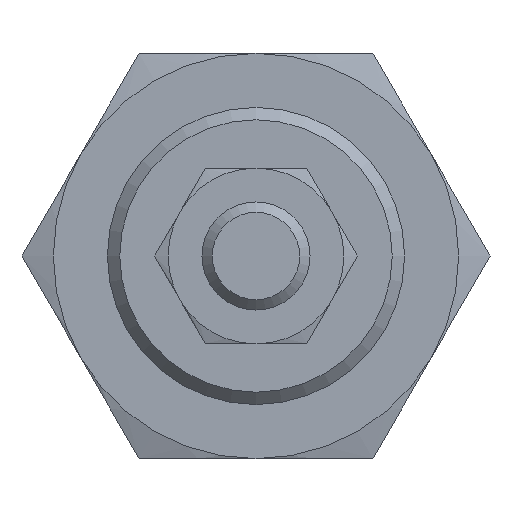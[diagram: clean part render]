
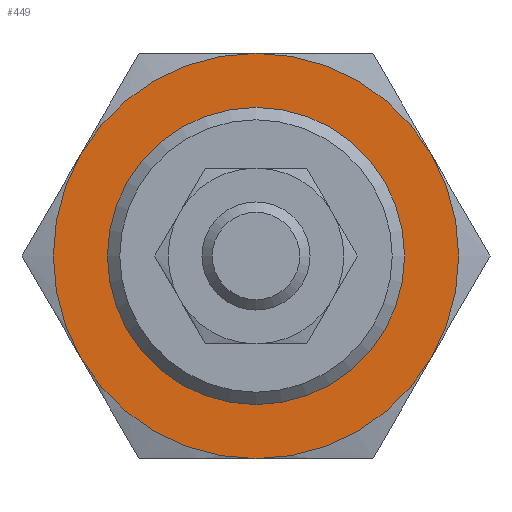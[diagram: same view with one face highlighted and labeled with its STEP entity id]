
A CAD part, left-side view. The second image highlights one B-rep face of the part: STEP entity #449.
In plain terms, the highlighted planar face has unit normal (-1, 0, 0).
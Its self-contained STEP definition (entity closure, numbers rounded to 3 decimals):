
#449 = ADVANCED_FACE( '', ( #863, #864 ), #865, .F. );
#863 = FACE_OUTER_BOUND( '', #1261, .T. );
#864 = FACE_BOUND( '', #1262, .T. );
#865 = PLANE( '', #1263 );
#1261 = EDGE_LOOP( '', ( #2093, #2094, #2095, #2096, #2097, #2098 ) );
#1262 = EDGE_LOOP( '', ( #2099 ) );
#1263 = AXIS2_PLACEMENT_3D( '', #2100, #2101, #2102 );
#2093 = ORIENTED_EDGE( '', *, *, #2352, .F. );
#2094 = ORIENTED_EDGE( '', *, *, #2490, .F. );
#2095 = ORIENTED_EDGE( '', *, *, #2459, .F. );
#2096 = ORIENTED_EDGE( '', *, *, #2543, .F. );
#2097 = ORIENTED_EDGE( '', *, *, #2569, .F. );
#2098 = ORIENTED_EDGE( '', *, *, #2571, .F. );
#2099 = ORIENTED_EDGE( '', *, *, #2317, .T. );
#2100 = CARTESIAN_POINT( '', ( 0., 0., 0. ) );
#2101 = DIRECTION( '', ( 1., 0., 0. ) );
#2102 = DIRECTION( '', ( 0., 0., -1. ) );
#2317 = EDGE_CURVE( '', #2714, #2714, #2715, .T. );
#2352 = EDGE_CURVE( '', #2774, #2776, #2777, .T. );
#2459 = EDGE_CURVE( '', #2935, #2936, #2937, .T. );
#2490 = EDGE_CURVE( '', #2936, #2774, #2978, .T. );
#2543 = EDGE_CURVE( '', #2827, #2935, #3045, .T. );
#2569 = EDGE_CURVE( '', #3025, #2827, #3072, .T. );
#2571 = EDGE_CURVE( '', #2776, #3025, #3074, .T. );
#2714 = VERTEX_POINT( '', #3288 );
#2715 = CIRCLE( '', #3289, 11. );
#2774 = VERTEX_POINT( '', #3373 );
#2776 = VERTEX_POINT( '', #3380 );
#2777 = CIRCLE( '', #3381, 15. );
#2827 = VERTEX_POINT( '', #3457 );
#2935 = VERTEX_POINT( '', #3640 );
#2936 = VERTEX_POINT( '', #3641 );
#2937 = CIRCLE( '', #3642, 15. );
#2978 = CIRCLE( '', #3713, 15. );
#3025 = VERTEX_POINT( '', #3801 );
#3045 = CIRCLE( '', #3844, 15. );
#3072 = CIRCLE( '', #3891, 15. );
#3074 = CIRCLE( '', #3893, 15. );
#3288 = CARTESIAN_POINT( '', ( 0., 0., -11. ) );
#3289 = AXIS2_PLACEMENT_3D( '', #3997, #3998, #3999 );
#3373 = CARTESIAN_POINT( '', ( 0., 12.99, -7.5 ) );
#3380 = CARTESIAN_POINT( '', ( 0., 12.99, 7.5 ) );
#3381 = AXIS2_PLACEMENT_3D( '', #4056, #4057, #4058 );
#3457 = CARTESIAN_POINT( '', ( 0., -12.99, 7.5 ) );
#3640 = CARTESIAN_POINT( '', ( 0., -12.99, -7.5 ) );
#3641 = CARTESIAN_POINT( '', ( 0., 0., -15. ) );
#3642 = AXIS2_PLACEMENT_3D( '', #4173, #4174, #4175 );
#3713 = AXIS2_PLACEMENT_3D( '', #4204, #4205, #4206 );
#3801 = CARTESIAN_POINT( '', ( 0., 0., 15. ) );
#3844 = AXIS2_PLACEMENT_3D( '', #4240, #4241, #4242 );
#3891 = AXIS2_PLACEMENT_3D( '', #4255, #4256, #4257 );
#3893 = AXIS2_PLACEMENT_3D( '', #4258, #4259, #4260 );
#3997 = CARTESIAN_POINT( '', ( 0., 0., 0. ) );
#3998 = DIRECTION( '', ( 1., 0., 0. ) );
#3999 = DIRECTION( '', ( 0., 0., -1. ) );
#4056 = CARTESIAN_POINT( '', ( 0., 0., 0. ) );
#4057 = DIRECTION( '', ( 1., 0., 0. ) );
#4058 = DIRECTION( '', ( 0., 0., -1. ) );
#4173 = CARTESIAN_POINT( '', ( 0., 0., 0. ) );
#4174 = DIRECTION( '', ( 1., 0., 0. ) );
#4175 = DIRECTION( '', ( 0., 0., -1. ) );
#4204 = CARTESIAN_POINT( '', ( 0., 0., 0. ) );
#4205 = DIRECTION( '', ( 1., 0., 0. ) );
#4206 = DIRECTION( '', ( 0., 0., -1. ) );
#4240 = CARTESIAN_POINT( '', ( 0., 0., 0. ) );
#4241 = DIRECTION( '', ( 1., 0., 0. ) );
#4242 = DIRECTION( '', ( 0., 0., -1. ) );
#4255 = CARTESIAN_POINT( '', ( 0., 0., 0. ) );
#4256 = DIRECTION( '', ( 1., 0., 0. ) );
#4257 = DIRECTION( '', ( 0., 0., -1. ) );
#4258 = CARTESIAN_POINT( '', ( 0., 0., 0. ) );
#4259 = DIRECTION( '', ( 1., 0., 0. ) );
#4260 = DIRECTION( '', ( 0., 0., -1. ) );
